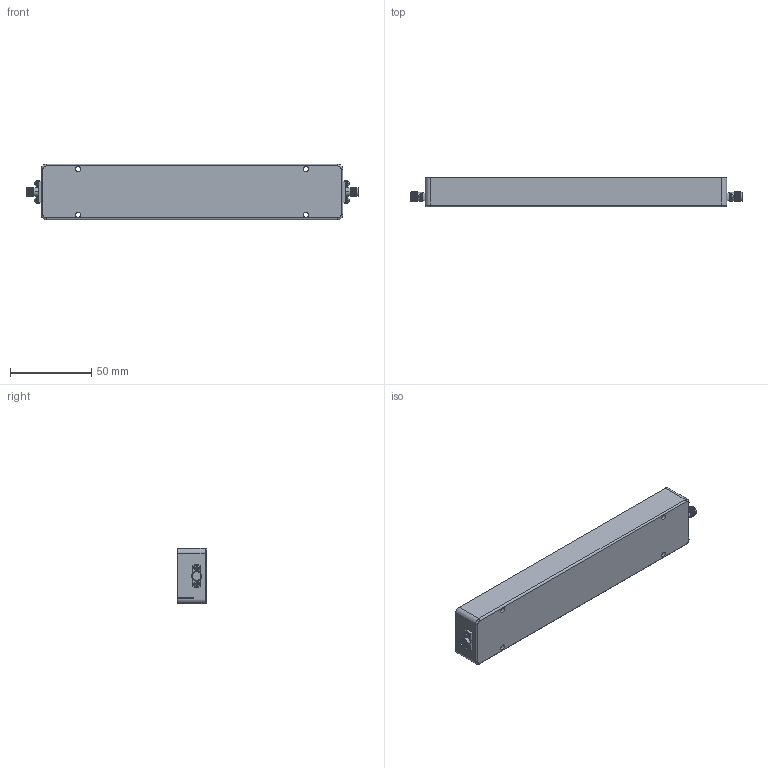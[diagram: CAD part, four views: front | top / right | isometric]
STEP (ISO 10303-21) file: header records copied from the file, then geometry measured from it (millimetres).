
FILE_DESCRIPTION (( 'STEP AP214' ), '1' );
FILE_NAME ('CF-BX-JX3.STEP', '2024-10-18T17:50:29', ( '' ), ( '' ), 'SwSTEP 2.0', 'SolidWorks 2021', '' );
FILE_SCHEMA (( 'AUTOMOTIVE_DESIGN' ));
Length unit declared in the file: inch
Products named in the file (1): CF-BX-JX3
Bounding box: 204.2 x 18.16 x 34.02 mm (x, y, z)
Volume: 114321.2 mm3; surface area: 22215.4 mm2
Topology: 9 solids, 9 shells, 344 faces, 830 edges, 518 vertices
Faces by surface type: cylinder 154, plane 126, torus 28, cone 16, bspline 12, sphere 8
Entity records: 17690 total; most frequent: CARTESIAN_POINT 4943, DIRECTION 1802, ORIENTED_EDGE 1660, EDGE_CURVE 830, AXIS2_PLACEMENT_3D 731, VERTEX_POINT 518, CIRCLE 398, EDGE_LOOP 382
